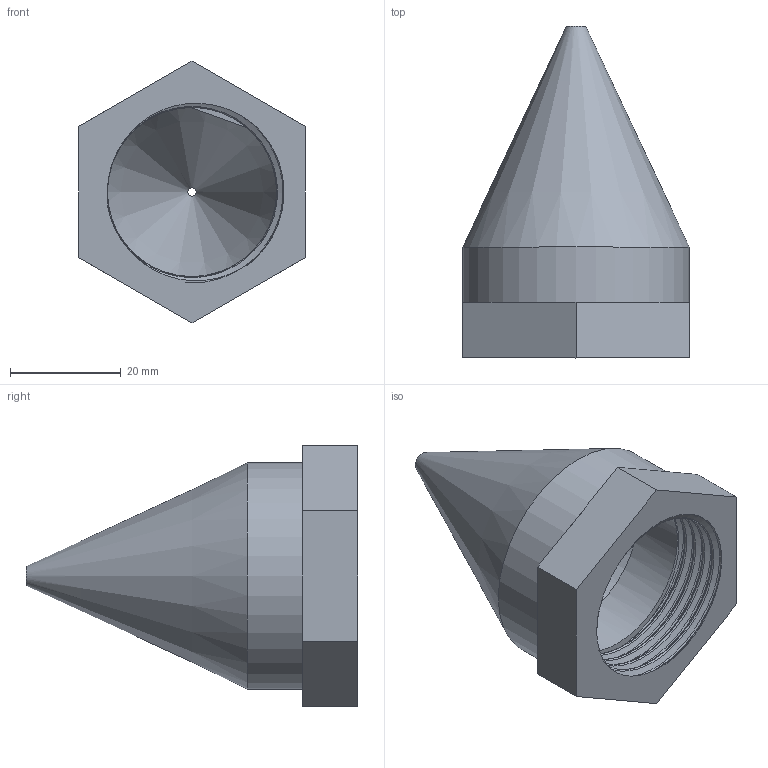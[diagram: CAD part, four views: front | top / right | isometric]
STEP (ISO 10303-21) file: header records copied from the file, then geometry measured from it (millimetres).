
FILE_DESCRIPTION(/* description */ (''),/* implementation_level */ '2;1');
FILE_NAME(/* name */ 'Buse v1.step',/* time_stamp */ '2020-11-25T20:35:52+01:00',/* author */ (''),/* organization */ (''),/* preprocessor_version */ 'ST-DEVELOPER v18.1',/* originating_system */ 'Autodesk Translation Framework v9.3.0.1241',/* authorisation */ '');
FILE_SCHEMA (('AUTOMOTIVE_DESIGN { 1 0 10303 214 3 1 1 }'));
Length unit declared in the file: millimetre
Products named in the file (1): Buse
Bounding box: 41 x 60 x 47.34 mm (x, y, z)
Volume: 18911.7 mm3; surface area: 11834.2 mm2
Topology: 1 solids, 1 shells, 31 faces, 77 edges, 48 vertices
Faces by surface type: plane 16, cylinder 7, bspline 6, cone 2
Full cylindrical faces by diameter (mm): 30.611 x1, 33.249 x3, 41 x1
Entity records: 3444 total; most frequent: CARTESIAN_POINT 2740, ORIENTED_EDGE 150, DIRECTION 116, EDGE_CURVE 75, VERTEX_POINT 47, AXIS2_PLACEMENT_3D 42, EDGE_LOOP 34, LINE 32
